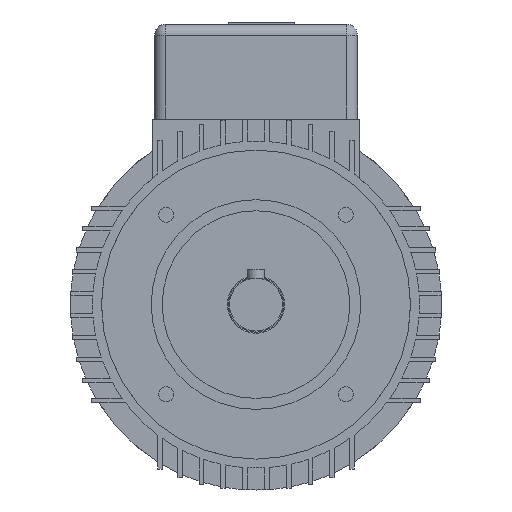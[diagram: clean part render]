
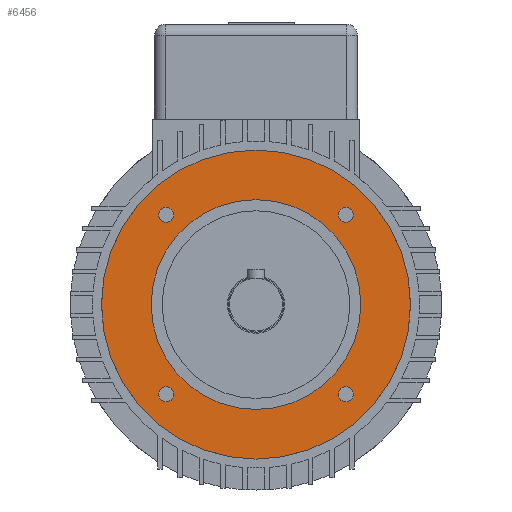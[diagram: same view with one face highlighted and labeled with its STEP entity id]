
A CAD part, front view. The second image highlights one B-rep face of the part: STEP entity #6456.
In plain terms, the highlighted planar face has unit normal (0, -1, 0).
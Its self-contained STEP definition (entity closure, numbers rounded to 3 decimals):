
#679=CIRCLE('',#6984,3.4);
#683=CIRCLE('',#6991,3.4);
#684=CIRCLE('',#6992,3.4);
#685=CIRCLE('',#6993,3.4);
#686=CIRCLE('',#6994,47.5);
#687=CIRCLE('',#6995,47.5);
#688=CIRCLE('',#6996,70.);
#689=CIRCLE('',#6997,70.);
#1243=VERTEX_POINT('',#10401);
#1247=VERTEX_POINT('',#10414);
#1248=VERTEX_POINT('',#10416);
#1249=VERTEX_POINT('',#10418);
#1250=VERTEX_POINT('',#10420);
#1251=VERTEX_POINT('',#10421);
#1252=VERTEX_POINT('',#10424);
#1253=VERTEX_POINT('',#10425);
#3470=EDGE_CURVE('',#1243,#1243,#679,.F.);
#3475=EDGE_CURVE('',#1247,#1247,#683,.T.);
#3476=EDGE_CURVE('',#1248,#1248,#684,.T.);
#3477=EDGE_CURVE('',#1249,#1249,#685,.T.);
#3478=EDGE_CURVE('',#1250,#1251,#686,.T.);
#3479=EDGE_CURVE('',#1251,#1250,#687,.T.);
#3480=EDGE_CURVE('',#1252,#1253,#688,.F.);
#3481=EDGE_CURVE('',#1253,#1252,#689,.F.);
#4792=ORIENTED_EDGE('',*,*,#3475,.T.);
#4793=ORIENTED_EDGE('',*,*,#3476,.T.);
#4794=ORIENTED_EDGE('',*,*,#3477,.T.);
#4795=ORIENTED_EDGE('',*,*,#3470,.T.);
#4796=ORIENTED_EDGE('',*,*,#3478,.T.);
#4797=ORIENTED_EDGE('',*,*,#3479,.T.);
#4798=ORIENTED_EDGE('',*,*,#3480,.F.);
#4799=ORIENTED_EDGE('',*,*,#3481,.F.);
#5727=EDGE_LOOP('',(#4792));
#5728=EDGE_LOOP('',(#4793));
#5729=EDGE_LOOP('',(#4794));
#5730=EDGE_LOOP('',(#4795));
#5731=EDGE_LOOP('',(#4796,#4797));
#5732=EDGE_LOOP('',(#4798,#4799));
#6093=FACE_BOUND('',#5727,.T.);
#6094=FACE_BOUND('',#5728,.T.);
#6095=FACE_BOUND('',#5729,.T.);
#6096=FACE_BOUND('',#5730,.T.);
#6097=FACE_BOUND('',#5731,.T.);
#6098=FACE_BOUND('',#5732,.T.);
#6456=ADVANCED_FACE('',(#6093,#6094,#6095,#6096,#6097,#6098),#11015,.F.);
#6984=AXIS2_PLACEMENT_3D('',#10402,#8347,#8348);
#6990=AXIS2_PLACEMENT_3D('',#10412,#8359,$);
#6991=AXIS2_PLACEMENT_3D('',#10413,#8360,#8361);
#6992=AXIS2_PLACEMENT_3D('',#10415,#8362,#8363);
#6993=AXIS2_PLACEMENT_3D('',#10417,#8364,#8365);
#6994=AXIS2_PLACEMENT_3D('',#10419,#8366,#8367);
#6995=AXIS2_PLACEMENT_3D('',#10422,#8368,#8369);
#6996=AXIS2_PLACEMENT_3D('',#10423,#8370,#8371);
#6997=AXIS2_PLACEMENT_3D('',#10426,#8372,#8373);
#8347=DIRECTION('',(0.,-1.,0.));
#8348=DIRECTION('',(0.,0.,-3.4));
#8359=DIRECTION('',(0.,1.,0.));
#8360=DIRECTION('',(0.,1.,0.));
#8361=DIRECTION('',(-3.4,0.,0.));
#8362=DIRECTION('',(0.,1.,0.));
#8363=DIRECTION('',(0.,0.,3.4));
#8364=DIRECTION('',(0.,1.,0.));
#8365=DIRECTION('',(3.4,0.,0.));
#8366=DIRECTION('',(0.,1.,0.));
#8367=DIRECTION('',(0.,0.,47.5));
#8368=DIRECTION('',(0.,1.,0.));
#8369=DIRECTION('',(0.,0.,47.5));
#8370=DIRECTION('',(0.,-1.,0.));
#8371=DIRECTION('',(0.,0.,-70.));
#8372=DIRECTION('',(0.,-1.,0.));
#8373=DIRECTION('',(0.,0.,-70.));
#10401=CARTESIAN_POINT('',(40.659,-38.,37.259));
#10402=CARTESIAN_POINT('',(40.659,-38.,40.659));
#10412=CARTESIAN_POINT('',(0.,-38.,0.));
#10413=CARTESIAN_POINT('',(40.659,-38.,-40.659));
#10414=CARTESIAN_POINT('',(37.259,-38.,-40.659));
#10415=CARTESIAN_POINT('',(-40.659,-38.,-40.659));
#10416=CARTESIAN_POINT('',(-40.659,-38.,-37.259));
#10417=CARTESIAN_POINT('',(-40.659,-38.,40.659));
#10418=CARTESIAN_POINT('',(-37.259,-38.,40.659));
#10419=CARTESIAN_POINT('',(0.,-38.,0.));
#10420=CARTESIAN_POINT('',(47.5,-38.,0.));
#10421=CARTESIAN_POINT('',(0.,-38.,47.5));
#10422=CARTESIAN_POINT('',(0.,-38.,0.));
#10423=CARTESIAN_POINT('',(0.,-38.,0.));
#10424=CARTESIAN_POINT('',(0.,-38.,-70.));
#10425=CARTESIAN_POINT('',(70.,-38.,0.));
#10426=CARTESIAN_POINT('',(0.,-38.,0.));
#11015=PLANE('',#6990);
